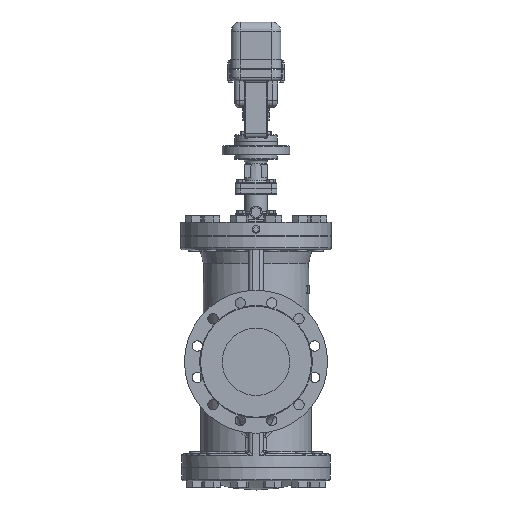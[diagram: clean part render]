
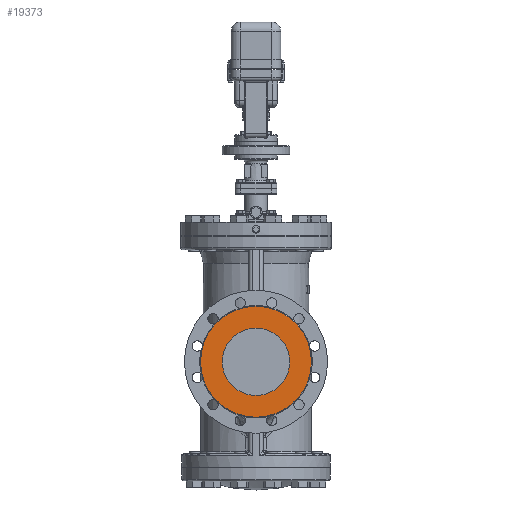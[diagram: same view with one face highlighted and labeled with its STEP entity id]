
A CAD part, left-side view. The second image highlights one B-rep face of the part: STEP entity #19373.
In plain terms, the highlighted planar face has unit normal (-1, 0, 0).
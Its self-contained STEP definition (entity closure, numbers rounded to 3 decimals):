
#532=FACE_BOUND('',#5902,.T.);
#842=PLANE('',#20693);
#4624=FACE_OUTER_BOUND('',#5901,.T.);
#5901=EDGE_LOOP('',(#13775));
#5902=EDGE_LOOP('',(#13776));
#7867=CIRCLE('',#20639,123.25);
#7880=CIRCLE('',#20654,75.);
#8761=VERTEX_POINT('',#29195);
#8762=VERTEX_POINT('',#29211);
#10690=EDGE_CURVE('',#8761,#8761,#7867,.T.);
#10703=EDGE_CURVE('',#8762,#8762,#7880,.T.);
#13775=ORIENTED_EDGE('',*,*,#10690,.T.);
#13776=ORIENTED_EDGE('',*,*,#10703,.T.);
#19373=ADVANCED_FACE('',(#4624,#532),#842,.F.);
#20639=AXIS2_PLACEMENT_3D('',#29196,#22741,#22742);
#20654=AXIS2_PLACEMENT_3D('',#29212,#22771,#22772);
#20693=AXIS2_PLACEMENT_3D('',#30367,#22857,#22858);
#22741=DIRECTION('center_axis',(-1.,0.,0.));
#22742=DIRECTION('ref_axis',(0.,0.,-1.));
#22771=DIRECTION('center_axis',(1.,0.,0.));
#22772=DIRECTION('ref_axis',(0.,0.,1.));
#22857=DIRECTION('center_axis',(1.,0.,0.));
#22858=DIRECTION('ref_axis',(0.,0.,-1.));
#29195=CARTESIAN_POINT('',(-311.,0.,123.25));
#29196=CARTESIAN_POINT('Origin',(-311.,0.,0.));
#29211=CARTESIAN_POINT('',(-311.,0.,75.));
#29212=CARTESIAN_POINT('Origin',(-311.,0.,0.));
#30367=CARTESIAN_POINT('Origin',(-311.,0.,0.));
